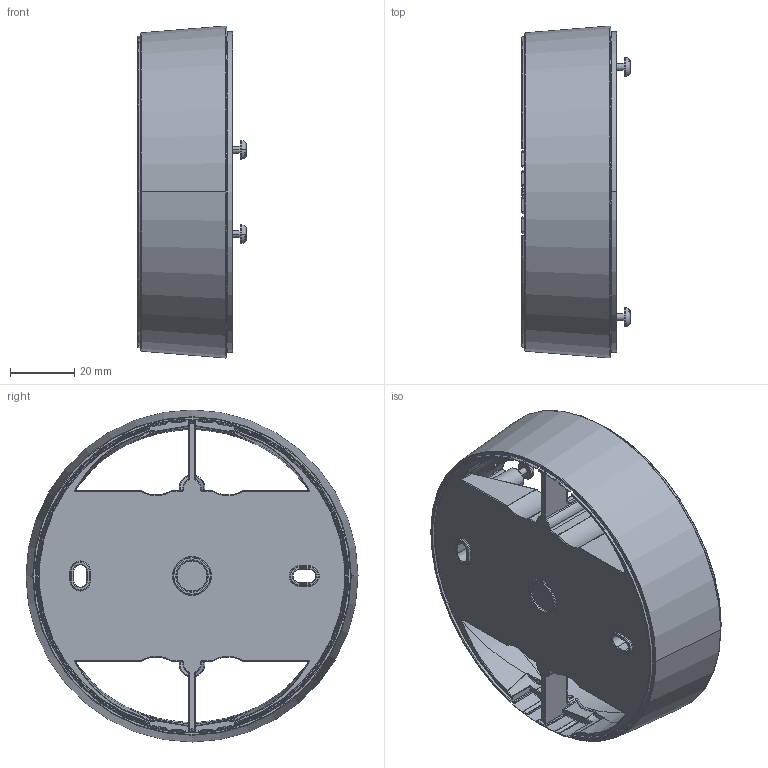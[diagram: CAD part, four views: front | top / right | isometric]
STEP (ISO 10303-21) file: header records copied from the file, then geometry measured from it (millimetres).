
FILE_DESCRIPTION((''),'2;1');
FILE_NAME('');
FILE_SCHEMA(('CONFIG_CONTROL_DESIGN'));
Length unit declared in the file: millimetre
Products named in the file (1): Part2
Bounding box: 34 x 103.63 x 103.63 mm (x, y, z)
Volume: 58808.6 mm3; surface area: 36807.9 mm2
Topology: 3 solids, 3 shells, 1237 faces, 2984 edges, 1632 vertices
Faces by surface type: cylinder 348, bspline 306, torus 215, plane 193, sphere 120, cone 47, extrusion 4, revolution 4
Entity records: 52683 total; most frequent: CARTESIAN_POINT 28696, ORIENTED_EDGE 5700, DIRECTION 3410, EDGE_CURVE 2850, AXIS2_PLACEMENT_3D 1875, VERTEX_POINT 1632, EDGE_LOOP 1262, ADVANCED_FACE 1237
